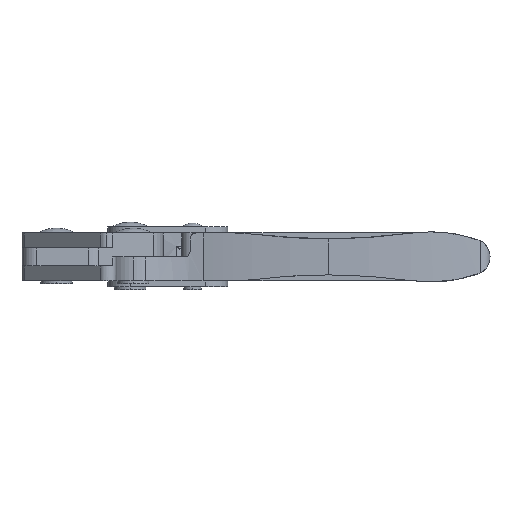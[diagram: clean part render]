
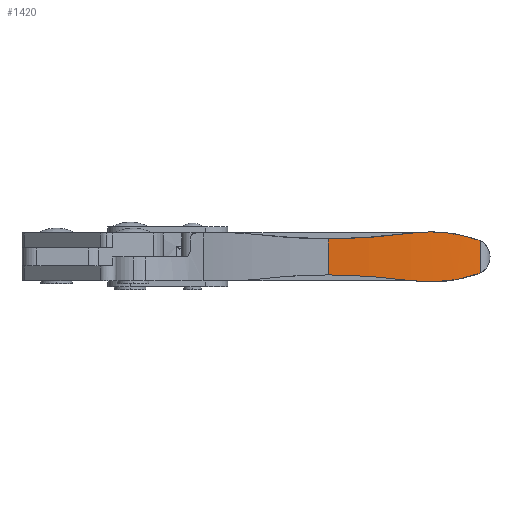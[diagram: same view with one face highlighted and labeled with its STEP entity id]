
A CAD part, left-side view. The second image highlights one B-rep face of the part: STEP entity #1420.
In plain terms, the highlighted cylindrical face has radius 230 mm (diameter 460 mm), a partial arc.
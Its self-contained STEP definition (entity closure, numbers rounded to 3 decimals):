
#7 = CARTESIAN_POINT ( 'NONE',  ( -31.163, -75.18, 6.158 ) ) ;
#93 = FACE_OUTER_BOUND ( 'NONE', #9718, .T. ) ;
#254 = ORIENTED_EDGE ( 'NONE', *, *, #6104, .T. ) ;
#413 = B_SPLINE_CURVE_WITH_KNOTS ( 'NONE', 3,
 ( #4181, #3032, #5341, #13268, #6492, #14410 ),
 .UNSPECIFIED., .F., .F.,
 ( 4, 2, 4 ),
 ( 0., 0.003, 0.007 ),
 .UNSPECIFIED. ) ;
#627 = CARTESIAN_POINT ( 'NONE',  ( -26.083, -114.713, 6.093 ) ) ;
#691 = VERTEX_POINT ( 'NONE', #10825 ) ;
#725 = VERTEX_POINT ( 'NONE', #6726 ) ;
#796 = CARTESIAN_POINT ( 'NONE',  ( -31.3, -66., 6. ) ) ;
#850 = CARTESIAN_POINT ( 'NONE',  ( -26.579, -112.398, -6.802 ) ) ;
#1163 = CARTESIAN_POINT ( 'NONE',  ( -31.3, -66., 6. ) ) ;
#1175 = CARTESIAN_POINT ( 'NONE',  ( -25.769, -116.138, -5.609 ) ) ;
#1177 = CARTESIAN_POINT ( 'NONE',  ( -31.3, -66., 8.359 ) ) ;
#1284 = EDGE_CURVE ( 'NONE', #10778, #14426, #413, .T. ) ;
#1420 = ADVANCED_FACE ( 'NONE', ( #93 ), #14552, .T. ) ;
#1475 = B_SPLINE_CURVE_WITH_KNOTS ( 'NONE', 3,
 ( #4937, #9447, #12864, #6089, #14010 ),
 .UNSPECIFIED., .F., .F.,
 ( 4, 1, 4 ),
 ( 0.035, 0.035, 0.036 ),
 .UNSPECIFIED. ) ;
#1795 = CARTESIAN_POINT ( 'NONE',  ( -26.495, -112.774, 6.667 ) ) ;
#1972 = CARTESIAN_POINT ( 'NONE',  ( -31.158, -75.289, -6.163 ) ) ;
#2028 = CARTESIAN_POINT ( 'NONE',  ( -25.803, -115.982, -5.663 ) ) ;
#2186 = ORIENTED_EDGE ( 'NONE', *, *, #2414, .T. ) ;
#2330 = ORIENTED_EDGE ( 'NONE', *, *, #10596, .T. ) ;
#2342 = CARTESIAN_POINT ( 'NONE',  ( -25.7, -116.444, -5.487 ) ) ;
#2414 = EDGE_CURVE ( 'NONE', #725, #691, #10087, .T. ) ;
#2526 = ORIENTED_EDGE ( 'NONE', *, *, #10483, .F. ) ;
#2803 = B_SPLINE_CURVE_WITH_KNOTS ( 'NONE', 3,
 ( #14479, #6558, #3139, #11115, #4297, #12224, #5463, #13382, #6601, #14526, #7724, #850, #8866, #2028 ),
 .UNSPECIFIED., .F., .F.,
 ( 4, 2, 2, 2, 2, 2, 4 ),
 ( 0.144, 0.147, 0.149, 0.155, 0.158, 0.161, 0.167 ),
 .UNSPECIFIED. ) ;
#2975 = CARTESIAN_POINT ( 'NONE',  ( -27.152, -109.504, 7.452 ) ) ;
#3032 = CARTESIAN_POINT ( 'NONE',  ( -28.921, -99.012, 8.359 ) ) ;
#3135 = CARTESIAN_POINT ( 'NONE',  ( -30.191, -89.008, -7.276 ) ) ;
#3139 = CARTESIAN_POINT ( 'NONE',  ( -29.411, -95.431, -8.138 ) ) ;
#3387 = EDGE_CURVE ( 'NONE', #6514, #10351, #13993, .T. ) ;
#3496 = EDGE_CURVE ( 'NONE', #13908, #13629, #1475, .T. ) ;
#3500 = CARTESIAN_POINT ( 'NONE',  ( -25.601, -116.885, -5.261 ) ) ;
#3557 = B_SPLINE_CURVE_WITH_KNOTS ( 'NONE', 3,
 ( #14312, #6387, #627, #8644, #1795, #9812, #2975, #10943, #4120, #12060 ),
 .UNSPECIFIED., .F., .F.,
 ( 4, 2, 2, 2, 4 ),
 ( 0.286, 0.288, 0.291, 0.295, 0.303 ),
 .UNSPECIFIED. ) ;
#4120 = CARTESIAN_POINT ( 'NONE',  ( -28.346, -102.848, 8.359 ) ) ;
#4181 = CARTESIAN_POINT ( 'NONE',  ( -28.755, -100.123, 8.359 ) ) ;
#4239 = CARTESIAN_POINT ( 'NONE',  ( -25.803, -115.982, 5.663 ) ) ;
#4297 = CARTESIAN_POINT ( 'NONE',  ( -29.024, -98.289, -8.333 ) ) ;
#4338 = ORIENTED_EDGE ( 'NONE', *, *, #1284, .T. ) ;
#4478 = DIRECTION ( 'NONE',  ( -1., 0., 0. ) ) ;
#4606 = AXIS2_PLACEMENT_3D ( 'NONE', #10159, #12414, #4478 ) ;
#4937 = CARTESIAN_POINT ( 'NONE',  ( -25.601, -116.885, 5.261 ) ) ;
#5080 = LINE ( 'NONE', #8895, #13763 ) ;
#5341 = CARTESIAN_POINT ( 'NONE',  ( -29.079, -97.906, 8.32 ) ) ;
#5463 = CARTESIAN_POINT ( 'NONE',  ( -28.308, -103.03, -8.308 ) ) ;
#5766 = CARTESIAN_POINT ( 'NONE',  ( -29.648, -93.519, 7.902 ) ) ;
#6089 = CARTESIAN_POINT ( 'NONE',  ( -25.769, -116.138, 5.609 ) ) ;
#6104 = EDGE_CURVE ( 'NONE', #8619, #725, #9421, .T. ) ;
#6387 = CARTESIAN_POINT ( 'NONE',  ( -25.944, -115.351, 5.884 ) ) ;
#6492 = CARTESIAN_POINT ( 'NONE',  ( -29.516, -94.609, 8.054 ) ) ;
#6514 = VERTEX_POINT ( 'NONE', #9174 ) ;
#6555 = CARTESIAN_POINT ( 'NONE',  ( -31.3, -70.664, -6. ) ) ;
#6558 = CARTESIAN_POINT ( 'NONE',  ( -29.533, -94.473, -8.035 ) ) ;
#6601 = CARTESIAN_POINT ( 'NONE',  ( -27.655, -106.796, -7.902 ) ) ;
#6726 = CARTESIAN_POINT ( 'NONE',  ( -31.3, -66., -6. ) ) ;
#6904 = CARTESIAN_POINT ( 'NONE',  ( -30.613, -84.353, 6.791 ) ) ;
#6915 = DIRECTION ( 'NONE',  ( 0., 0., -1. ) ) ;
#7724 = CARTESIAN_POINT ( 'NONE',  ( -27.129, -109.612, -7.421 ) ) ;
#7993 = ORIENTED_EDGE ( 'NONE', *, *, #3496, .T. ) ;
#8026 = CARTESIAN_POINT ( 'NONE',  ( -31.3, -70.591, 6. ) ) ;
#8619 = VERTEX_POINT ( 'NONE', #796 ) ;
#8644 = CARTESIAN_POINT ( 'NONE',  ( -26.359, -113.425, 6.484 ) ) ;
#8866 = CARTESIAN_POINT ( 'NONE',  ( -26.198, -114.211, -6.283 ) ) ;
#8895 = CARTESIAN_POINT ( 'NONE',  ( -25.601, -116.885, 8.359 ) ) ;
#9066 = VECTOR ( 'NONE', #6915, 1000. ) ;
#9174 = CARTESIAN_POINT ( 'NONE',  ( -25.803, -115.982, -5.663 ) ) ;
#9190 = CARTESIAN_POINT ( 'NONE',  ( -25.803, -115.982, -5.663 ) ) ;
#9421 = LINE ( 'NONE', #1177, #9066 ) ;
#9447 = CARTESIAN_POINT ( 'NONE',  ( -25.634, -116.74, 5.341 ) ) ;
#9457 = CARTESIAN_POINT ( 'NONE',  ( -25.601, -116.885, 5.261 ) ) ;
#9562 = ORIENTED_EDGE ( 'NONE', *, *, #3387, .T. ) ;
#9718 = EDGE_LOOP ( 'NONE', ( #10790, #254, #2186, #13104, #9562, #2526, #7993, #2330, #4338 ) ) ;
#9812 = CARTESIAN_POINT ( 'NONE',  ( -26.895, -110.818, 7.172 ) ) ;
#9981 = CARTESIAN_POINT ( 'NONE',  ( -30.604, -84.461, -6.801 ) ) ;
#10087 = B_SPLINE_CURVE_WITH_KNOTS ( 'NONE', 3,
 ( #14478, #6555, #1972, #9981, #3135, #11111 ),
 .UNSPECIFIED., .F., .F.,
 ( 4, 2, 4 ),
 ( 0., 0.014, 0.028 ),
 .UNSPECIFIED. ) ;
#10159 = CARTESIAN_POINT ( 'NONE',  ( 198.7, -66., 8.359 ) ) ;
#10343 = CARTESIAN_POINT ( 'NONE',  ( -25.633, -116.74, -5.341 ) ) ;
#10351 = VERTEX_POINT ( 'NONE', #12019 ) ;
#10483 = EDGE_CURVE ( 'NONE', #13908, #10351, #5080, .T. ) ;
#10596 = EDGE_CURVE ( 'NONE', #13629, #10778, #3557, .T. ) ;
#10778 = VERTEX_POINT ( 'NONE', #13752 ) ;
#10790 = ORIENTED_EDGE ( 'NONE', *, *, #14530, .T. ) ;
#10825 = CARTESIAN_POINT ( 'NONE',  ( -29.648, -93.519, -7.902 ) ) ;
#10943 = CARTESIAN_POINT ( 'NONE',  ( -27.893, -105.534, 8.128 ) ) ;
#11111 = CARTESIAN_POINT ( 'NONE',  ( -29.648, -93.519, -7.902 ) ) ;
#11113 = EDGE_CURVE ( 'NONE', #691, #6514, #2803, .T. ) ;
#11115 = CARTESIAN_POINT ( 'NONE',  ( -29.157, -97.338, -8.287 ) ) ;
#11188 = DIRECTION ( 'NONE',  ( 0., 0., -1. ) ) ;
#11408 = CARTESIAN_POINT ( 'NONE',  ( -30.2, -88.937, 7.266 ) ) ;
#12019 = CARTESIAN_POINT ( 'NONE',  ( -25.601, -116.885, -5.261 ) ) ;
#12060 = CARTESIAN_POINT ( 'NONE',  ( -28.755, -100.123, 8.359 ) ) ;
#12137 = CARTESIAN_POINT ( 'NONE',  ( -29.648, -93.519, 7.902 ) ) ;
#12224 = CARTESIAN_POINT ( 'NONE',  ( -28.608, -101.138, -8.386 ) ) ;
#12414 = DIRECTION ( 'NONE',  ( 0., 0., -1. ) ) ;
#12864 = CARTESIAN_POINT ( 'NONE',  ( -25.7, -116.444, 5.487 ) ) ;
#13082 = B_SPLINE_CURVE_WITH_KNOTS ( 'NONE', 3,
 ( #5766, #11408, #6904, #7, #8026, #1163 ),
 .UNSPECIFIED., .F., .F.,
 ( 4, 2, 4 ),
 ( 0.647, 0.661, 0.675 ),
 .UNSPECIFIED. ) ;
#13104 = ORIENTED_EDGE ( 'NONE', *, *, #11113, .T. ) ;
#13268 = CARTESIAN_POINT ( 'NONE',  ( -29.377, -95.704, 8.168 ) ) ;
#13382 = CARTESIAN_POINT ( 'NONE',  ( -27.822, -105.856, -8.025 ) ) ;
#13629 = VERTEX_POINT ( 'NONE', #4239 ) ;
#13752 = CARTESIAN_POINT ( 'NONE',  ( -28.755, -100.123, 8.359 ) ) ;
#13763 = VECTOR ( 'NONE', #11188, 1000. ) ;
#13908 = VERTEX_POINT ( 'NONE', #9457 ) ;
#13993 = B_SPLINE_CURVE_WITH_KNOTS ( 'NONE', 3,
 ( #9190, #1175, #2342, #10343, #3500 ),
 .UNSPECIFIED., .F., .F.,
 ( 4, 1, 4 ),
 ( 0.021, 0.022, 0.022 ),
 .UNSPECIFIED. ) ;
#14010 = CARTESIAN_POINT ( 'NONE',  ( -25.803, -115.982, 5.663 ) ) ;
#14312 = CARTESIAN_POINT ( 'NONE',  ( -25.803, -115.982, 5.663 ) ) ;
#14410 = CARTESIAN_POINT ( 'NONE',  ( -29.648, -93.519, 7.902 ) ) ;
#14426 = VERTEX_POINT ( 'NONE', #12137 ) ;
#14478 = CARTESIAN_POINT ( 'NONE',  ( -31.3, -66., -6. ) ) ;
#14479 = CARTESIAN_POINT ( 'NONE',  ( -29.648, -93.519, -7.902 ) ) ;
#14526 = CARTESIAN_POINT ( 'NONE',  ( -27.309, -108.673, -7.601 ) ) ;
#14530 = EDGE_CURVE ( 'NONE', #14426, #8619, #13082, .T. ) ;
#14552 = CYLINDRICAL_SURFACE ( 'NONE', #4606, 230. ) ;
